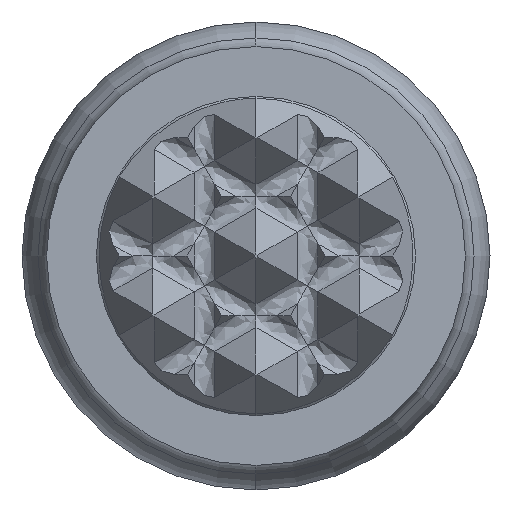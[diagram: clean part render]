
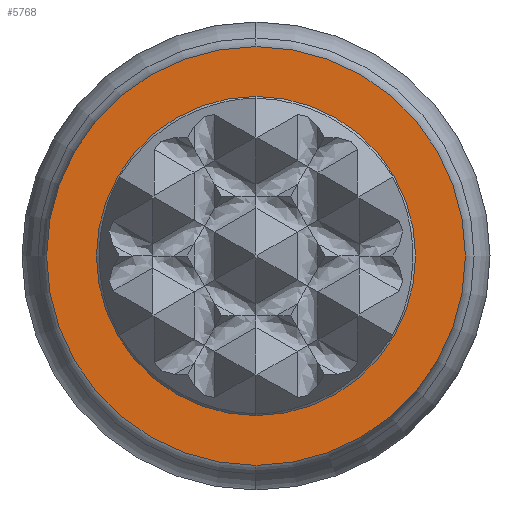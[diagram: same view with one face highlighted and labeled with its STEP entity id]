
A CAD part, left-side view. The second image highlights one B-rep face of the part: STEP entity #5768.
In plain terms, the highlighted planar face has unit normal (-1, 0, 0).
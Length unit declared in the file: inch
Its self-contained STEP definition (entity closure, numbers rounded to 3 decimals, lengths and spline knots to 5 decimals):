
#67 = CARTESIAN_POINT ( 'NONE',  ( 0., 0., -0.0105 ) ) ;
#141 = DIRECTION ( 'NONE',  ( -1., 0., 0. ) ) ;
#275 = CARTESIAN_POINT ( 'NONE',  ( 0., 0., 0.01378 ) ) ;
#294 = EDGE_LOOP ( 'NONE', ( #2158, #4618 ) ) ;
#369 = CIRCLE ( 'NONE', #2881, 0.0105 ) ;
#676 = VERTEX_POINT ( 'NONE', #67 ) ;
#968 = EDGE_CURVE ( 'NONE', #1621, #3207, #1064, .T. ) ;
#988 = CARTESIAN_POINT ( 'NONE',  ( 0., 0., 0. ) ) ;
#1019 = EDGE_CURVE ( 'NONE', #676, #4644, #3872, .T. ) ;
#1064 = CIRCLE ( 'NONE', #3450, 0.01378 ) ;
#1570 = DIRECTION ( 'NONE',  ( 0., -1., 0. ) ) ;
#1621 = VERTEX_POINT ( 'NONE', #5573 ) ;
#1711 = CIRCLE ( 'NONE', #5885, 0.01378 ) ;
#1796 = DIRECTION ( 'NONE',  ( -1., 0., 0. ) ) ;
#2158 = ORIENTED_EDGE ( 'NONE', *, *, #5150, .T. ) ;
#2375 = DIRECTION ( 'NONE',  ( -1., 0., 0. ) ) ;
#2530 = ORIENTED_EDGE ( 'NONE', *, *, #5557, .F. ) ;
#2622 = FACE_BOUND ( 'NONE', #6609, .T. ) ;
#2695 = CARTESIAN_POINT ( 'NONE',  ( 0., 0.0129, 0. ) ) ;
#2881 = AXIS2_PLACEMENT_3D ( 'NONE', #988, #4900, #1570 ) ;
#3207 = VERTEX_POINT ( 'NONE', #275 ) ;
#3246 = DIRECTION ( 'NONE',  ( 0., 0., 1. ) ) ;
#3450 = AXIS2_PLACEMENT_3D ( 'NONE', #4061, #141, #3504 ) ;
#3504 = DIRECTION ( 'NONE',  ( 0., 0., 1. ) ) ;
#3872 = CIRCLE ( 'NONE', #4200, 0.0105 ) ;
#4035 = CARTESIAN_POINT ( 'NONE',  ( 0., 0., 0.0105 ) ) ;
#4061 = CARTESIAN_POINT ( 'NONE',  ( 0., 0., 0. ) ) ;
#4200 = AXIS2_PLACEMENT_3D ( 'NONE', #6269, #2375, #5713 ) ;
#4618 = ORIENTED_EDGE ( 'NONE', *, *, #968, .T. ) ;
#4644 = VERTEX_POINT ( 'NONE', #4035 ) ;
#4900 = DIRECTION ( 'NONE',  ( -1., 0., 0. ) ) ;
#5139 = CARTESIAN_POINT ( 'NONE',  ( 0., 0., 0. ) ) ;
#5150 = EDGE_CURVE ( 'NONE', #3207, #1621, #1711, .T. ) ;
#5426 = PLANE ( 'NONE',  #5706 ) ;
#5557 = EDGE_CURVE ( 'NONE', #4644, #676, #369, .T. ) ;
#5573 = CARTESIAN_POINT ( 'NONE',  ( 0., 0., -0.01378 ) ) ;
#5586 = FACE_OUTER_BOUND ( 'NONE', #294, .T. ) ;
#5705 = DIRECTION ( 'NONE',  ( 0., 0., 1. ) ) ;
#5706 = AXIS2_PLACEMENT_3D ( 'NONE', #2695, #6573, #3246 ) ;
#5713 = DIRECTION ( 'NONE',  ( 0., -1., 0. ) ) ;
#5768 = ADVANCED_FACE ( 'NONE', ( #2622, #5586 ), #5426, .T. ) ;
#5885 = AXIS2_PLACEMENT_3D ( 'NONE', #5139, #1796, #5705 ) ;
#6269 = CARTESIAN_POINT ( 'NONE',  ( 0., 0., 0. ) ) ;
#6422 = ORIENTED_EDGE ( 'NONE', *, *, #1019, .F. ) ;
#6573 = DIRECTION ( 'NONE',  ( -1., 0., 0. ) ) ;
#6609 = EDGE_LOOP ( 'NONE', ( #6422, #2530 ) ) ;
